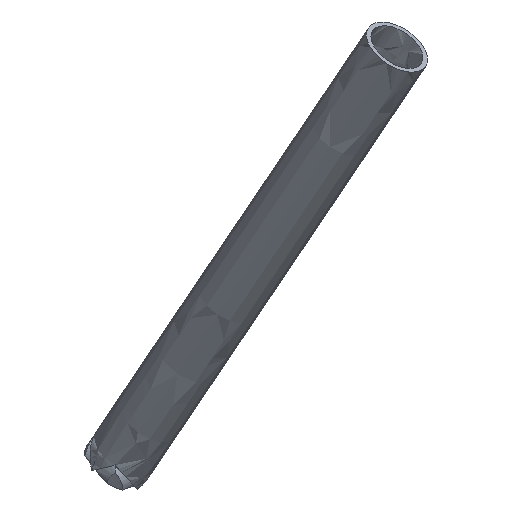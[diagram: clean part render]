
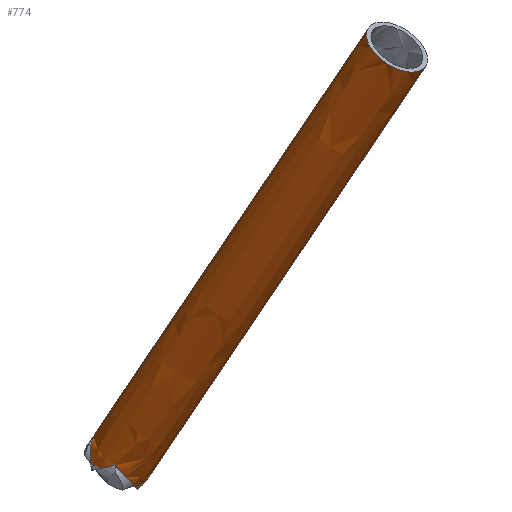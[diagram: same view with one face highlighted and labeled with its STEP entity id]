
A CAD part, isometric view. The second image highlights one B-rep face of the part: STEP entity #774.
In plain terms, the highlighted free-form (B-spline) face has degree [5, 4] with [6, 5] control points.
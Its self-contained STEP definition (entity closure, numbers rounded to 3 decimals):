
#612=CARTESIAN_POINT('Axis2P3D Location',(-1976.,-285.604,140.364)) ;
#616=CARTESIAN_POINT('Vertex',(-1979.708,-277.521,144.937)) ;
#618=CARTESIAN_POINT('Vertex',(-1972.292,-293.687,135.791)) ;
#650=CARTESIAN_POINT('Control Point',(-1979.708,-277.521,144.937)) ;
#651=CARTESIAN_POINT('Control Point',(-1988.555,-282.095,145.846)) ;
#652=CARTESIAN_POINT('Control Point',(-1989.27,-292.464,141.728)) ;
#653=CARTESIAN_POINT('Control Point',(-1981.138,-298.26,136.7)) ;
#654=CARTESIAN_POINT('Control Point',(-1972.292,-293.687,135.791)) ;
#655=CARTESIAN_POINT('Control Point',(-1989.708,-264.402,113.639)) ;
#656=CARTESIAN_POINT('Control Point',(-1998.555,-268.975,114.549)) ;
#657=CARTESIAN_POINT('Control Point',(-1999.27,-279.344,110.43)) ;
#658=CARTESIAN_POINT('Control Point',(-1991.138,-285.141,105.402)) ;
#659=CARTESIAN_POINT('Control Point',(-1982.292,-280.568,104.493)) ;
#660=CARTESIAN_POINT('Control Point',(-1999.708,-251.282,82.341)) ;
#661=CARTESIAN_POINT('Control Point',(-2008.555,-255.855,83.251)) ;
#662=CARTESIAN_POINT('Control Point',(-2009.27,-266.225,79.133)) ;
#663=CARTESIAN_POINT('Control Point',(-2001.138,-272.021,74.105)) ;
#664=CARTESIAN_POINT('Control Point',(-1992.292,-267.448,73.195)) ;
#665=CARTESIAN_POINT('Control Point',(-2009.708,-238.162,51.044)) ;
#666=CARTESIAN_POINT('Control Point',(-2018.555,-242.736,51.953)) ;
#667=CARTESIAN_POINT('Control Point',(-2019.27,-253.105,47.835)) ;
#668=CARTESIAN_POINT('Control Point',(-2011.138,-258.902,42.807)) ;
#669=CARTESIAN_POINT('Control Point',(-2002.292,-254.328,41.897)) ;
#670=CARTESIAN_POINT('Control Point',(-2019.708,-225.043,19.746)) ;
#671=CARTESIAN_POINT('Control Point',(-2028.555,-229.616,20.656)) ;
#672=CARTESIAN_POINT('Control Point',(-2029.27,-239.985,16.537)) ;
#673=CARTESIAN_POINT('Control Point',(-2021.138,-245.782,11.509)) ;
#674=CARTESIAN_POINT('Control Point',(-2012.292,-241.209,10.6)) ;
#675=CARTESIAN_POINT('Control Point',(-2029.708,-211.923,-11.552)) ;
#676=CARTESIAN_POINT('Control Point',(-2038.555,-216.496,-10.642)) ;
#677=CARTESIAN_POINT('Control Point',(-2039.27,-226.866,-14.76)) ;
#678=CARTESIAN_POINT('Control Point',(-2031.138,-232.662,-19.788)) ;
#679=CARTESIAN_POINT('Control Point',(-2022.292,-228.089,-20.698)) ;
#681=CARTESIAN_POINT('Control Point',(-2026.,-229.229,-19.991)) ;
#682=CARTESIAN_POINT('Control Point',(-2025.809,-229.284,-19.859)) ;
#683=CARTESIAN_POINT('Control Point',(-2025.617,-229.337,-19.726)) ;
#684=CARTESIAN_POINT('Control Point',(-2025.443,-229.383,-19.603)) ;
#685=CARTESIAN_POINT('Control Point',(-2025.11,-229.467,-19.369)) ;
#686=CARTESIAN_POINT('Control Point',(-2024.779,-229.544,-19.132)) ;
#687=CARTESIAN_POINT('Control Point',(-2024.604,-229.583,-19.008)) ;
#688=CARTESIAN_POINT('Control Point',(-2023.723,-229.767,-18.371)) ;
#689=CARTESIAN_POINT('Control Point',(-2022.848,-229.899,-17.716)) ;
#690=CARTESIAN_POINT('Control Point',(-2022.168,-229.97,-17.194)) ;
#691=CARTESIAN_POINT('Control Point',(-2021.494,-230.006,-16.663)) ;
#692=CARTESIAN_POINT('Control Point',(-2020.83,-230.006,-16.125)) ;
#693=CARTESIAN_POINT('Vertex',(-2026.,-229.229,-19.991)) ;
#695=CARTESIAN_POINT('Vertex',(-2020.83,-230.006,-16.125)) ;
#699=CARTESIAN_POINT('Control Point',(-1972.292,-293.687,135.791)) ;
#700=CARTESIAN_POINT('Control Point',(-1981.999,-280.951,105.407)) ;
#701=CARTESIAN_POINT('Control Point',(-1991.707,-268.215,75.024)) ;
#702=CARTESIAN_POINT('Control Point',(-2001.415,-255.479,44.641)) ;
#703=CARTESIAN_POINT('Control Point',(-2011.123,-242.742,14.258)) ;
#704=CARTESIAN_POINT('Control Point',(-2020.83,-230.006,-16.125)) ;
#707=CARTESIAN_POINT('Control Point',(-1979.708,-277.521,144.937)) ;
#708=CARTESIAN_POINT('Control Point',(-1989.375,-264.839,114.682)) ;
#709=CARTESIAN_POINT('Control Point',(-1999.042,-252.157,84.428)) ;
#710=CARTESIAN_POINT('Control Point',(-2008.708,-239.474,54.174)) ;
#711=CARTESIAN_POINT('Control Point',(-2018.375,-226.792,23.919)) ;
#712=CARTESIAN_POINT('Control Point',(-2028.042,-214.11,-6.335)) ;
#713=CARTESIAN_POINT('Vertex',(-2028.042,-214.11,-6.335)) ;
#717=CARTESIAN_POINT('Control Point',(-2035.526,-220.006,-13.081)) ;
#718=CARTESIAN_POINT('Control Point',(-2035.413,-219.755,-12.728)) ;
#719=CARTESIAN_POINT('Control Point',(-2035.284,-219.503,-12.381)) ;
#720=CARTESIAN_POINT('Control Point',(-2035.147,-219.267,-12.057)) ;
#721=CARTESIAN_POINT('Control Point',(-2034.654,-218.501,-11.027)) ;
#722=CARTESIAN_POINT('Control Point',(-2034.011,-217.746,-10.064)) ;
#723=CARTESIAN_POINT('Control Point',(-2033.512,-217.249,-9.452)) ;
#724=CARTESIAN_POINT('Control Point',(-2032.297,-216.214,-8.236)) ;
#725=CARTESIAN_POINT('Control Point',(-2030.806,-215.288,-7.278)) ;
#726=CARTESIAN_POINT('Control Point',(-2029.934,-214.834,-6.853)) ;
#727=CARTESIAN_POINT('Control Point',(-2029.004,-214.438,-6.536)) ;
#728=CARTESIAN_POINT('Control Point',(-2028.042,-214.11,-6.335)) ;
#729=CARTESIAN_POINT('Vertex',(-2035.526,-220.006,-13.081)) ;
#733=CARTESIAN_POINT('Control Point',(-2035.526,-220.006,-13.081)) ;
#734=CARTESIAN_POINT('Control Point',(-2035.503,-220.115,-13.011)) ;
#735=CARTESIAN_POINT('Control Point',(-2035.48,-220.224,-12.941)) ;
#736=CARTESIAN_POINT('Control Point',(-2035.445,-220.384,-12.838)) ;
#737=CARTESIAN_POINT('Control Point',(-2035.366,-220.734,-12.614)) ;
#738=CARTESIAN_POINT('Control Point',(-2035.28,-221.084,-12.393)) ;
#739=CARTESIAN_POINT('Control Point',(-2035.218,-221.325,-12.242)) ;
#740=CARTESIAN_POINT('Control Point',(-2035.057,-221.915,-11.873)) ;
#741=CARTESIAN_POINT('Control Point',(-2034.877,-222.504,-11.512)) ;
#742=CARTESIAN_POINT('Control Point',(-2034.764,-222.852,-11.3)) ;
#743=CARTESIAN_POINT('Control Point',(-2034.405,-223.894,-10.674)) ;
#744=CARTESIAN_POINT('Control Point',(-2033.983,-224.929,-10.072)) ;
#745=CARTESIAN_POINT('Control Point',(-2033.674,-225.616,-9.683)) ;
#746=CARTESIAN_POINT('Control Point',(-2033.334,-226.297,-9.307)) ;
#747=CARTESIAN_POINT('Control Point',(-2032.963,-226.969,-8.947)) ;
#748=CARTESIAN_POINT('Vertex',(-2032.963,-226.969,-8.947)) ;
#752=CARTESIAN_POINT('Control Point',(-2026.,-229.229,-19.991)) ;
#753=CARTESIAN_POINT('Control Point',(-2026.193,-229.328,-19.753)) ;
#754=CARTESIAN_POINT('Control Point',(-2026.387,-229.421,-19.511)) ;
#755=CARTESIAN_POINT('Control Point',(-2026.622,-229.523,-19.213)) ;
#756=CARTESIAN_POINT('Control Point',(-2027.653,-229.925,-17.886)) ;
#757=CARTESIAN_POINT('Control Point',(-2028.675,-230.1,-16.477)) ;
#758=CARTESIAN_POINT('Control Point',(-2029.486,-230.079,-15.292)) ;
#759=CARTESIAN_POINT('Control Point',(-2030.808,-229.732,-13.23)) ;
#760=CARTESIAN_POINT('Control Point',(-2031.922,-228.797,-11.224)) ;
#761=CARTESIAN_POINT('Control Point',(-2032.339,-228.298,-10.409)) ;
#762=CARTESIAN_POINT('Control Point',(-2032.691,-227.685,-9.642)) ;
#763=CARTESIAN_POINT('Control Point',(-2032.963,-226.969,-8.947)) ;
#613=DIRECTION('Axis2P3D Direction',(0.283,-0.371,0.885)) ;
#614=AXIS2_PLACEMENT_3D('Circle Axis2P3D',#612,#613,$) ;
#766=ORIENTED_EDGE('',*,*,#697,.T.) ;
#767=ORIENTED_EDGE('',*,*,#705,.F.) ;
#768=ORIENTED_EDGE('',*,*,#620,.F.) ;
#769=ORIENTED_EDGE('',*,*,#715,.T.) ;
#770=ORIENTED_EDGE('',*,*,#731,.F.) ;
#771=ORIENTED_EDGE('',*,*,#750,.T.) ;
#772=ORIENTED_EDGE('',*,*,#764,.F.) ;
#774=ADVANCED_FACE('Corps principal',(#773),#649,.T.) ;
#680=B_SPLINE_CURVE_WITH_KNOTS('',5,(#681,#682,#683,#684,#685,#686,#687,#688,#689,#690,#691,#692),.UNSPECIFIED.,.F.,.U.,(6,3,3,6),(0.,1.689,3.377,9.497),.UNSPECIFIED.) ;
#716=B_SPLINE_CURVE_WITH_KNOTS('',5,(#717,#718,#719,#720,#721,#722,#723,#724,#725,#726,#727,#728),.UNSPECIFIED.,.F.,.U.,(6,3,3,6),(0.,3.179,9.72,17.271),.UNSPECIFIED.) ;
#732=B_SPLINE_CURVE_WITH_KNOTS('',5,(#733,#734,#735,#736,#737,#738,#739,#740,#741,#742,#743,#744,#745,#746,#747),.UNSPECIFIED.,.F.,.U.,(6,3,3,3,6),(0.,0.924,2.97,5.941,11.882),.UNSPECIFIED.) ;
#751=B_SPLINE_CURVE_WITH_KNOTS('',5,(#752,#753,#754,#755,#756,#757,#758,#759,#760,#761,#762,#763),.UNSPECIFIED.,.F.,.U.,(6,3,3,6),(0.,2.305,12.284,19.418),.UNSPECIFIED.) ;
#615=CIRCLE('generated circle',#614,10.) ;
#620=EDGE_CURVE('',#617,#619,#615,.T.) ;
#697=EDGE_CURVE('',#694,#696,#680,.T.) ;
#705=EDGE_CURVE('',#619,#696,#698,.T.) ;
#715=EDGE_CURVE('',#617,#714,#706,.T.) ;
#731=EDGE_CURVE('',#730,#714,#716,.T.) ;
#750=EDGE_CURVE('',#730,#749,#732,.T.) ;
#764=EDGE_CURVE('',#694,#749,#751,.T.) ;
#765=EDGE_LOOP('',(#766,#767,#768,#769,#770,#771,#772)) ;
#773=FACE_OUTER_BOUND('',#765,.T.) ;
#617=VERTEX_POINT('',#616) ;
#619=VERTEX_POINT('',#618) ;
#694=VERTEX_POINT('',#693) ;
#696=VERTEX_POINT('',#695) ;
#714=VERTEX_POINT('',#713) ;
#730=VERTEX_POINT('',#729) ;
#749=VERTEX_POINT('',#748) ;
#698=(BOUNDED_CURVE()B_SPLINE_CURVE(5,(#699,#700,#701,#702,#703,#704),.UNSPECIFIED.,.F.,.U.)B_SPLINE_CURVE_WITH_KNOTS((6,6),(0.,171.725),.UNSPECIFIED.)CURVE()GEOMETRIC_REPRESENTATION_ITEM()RATIONAL_B_SPLINE_CURVE((1.,1.,1.,1.,1.,1.))REPRESENTATION_ITEM('')) ;
#706=(BOUNDED_CURVE()B_SPLINE_CURVE(5,(#707,#708,#709,#710,#711,#712),.UNSPECIFIED.,.F.,.U.)B_SPLINE_CURVE_WITH_KNOTS((6,6),(0.,170.998),.UNSPECIFIED.)CURVE()GEOMETRIC_REPRESENTATION_ITEM()RATIONAL_B_SPLINE_CURVE((1.,1.,1.,1.,1.,1.))REPRESENTATION_ITEM('')) ;
#649=(BOUNDED_SURFACE()B_SPLINE_SURFACE(5,4,((#650,#651,#652,#653,#654),(#655,#656,#657,#658,#659),(#660,#661,#662,#663,#664),(#665,#666,#667,#668,#669),(#670,#671,#672,#673,#674),(#675,#676,#677,#678,#679)),.UNSPECIFIED.,.F.,.F.,.U.)B_SPLINE_SURFACE_WITH_KNOTS((6,6),(5,5),(0.,176.895),(0.,31.416),.UNSPECIFIED.)GEOMETRIC_REPRESENTATION_ITEM()RATIONAL_B_SPLINE_SURFACE(((1.,0.707,0.667,0.707,1.),(1.,0.707,0.667,0.707,1.),(1.,0.707,0.667,0.707,1.),(1.,0.707,0.667,0.707,1.),(1.,0.707,0.667,0.707,1.),(1.,0.707,0.667,0.707,1.)))REPRESENTATION_ITEM('Rational BSpline Surface')SURFACE()) ;
